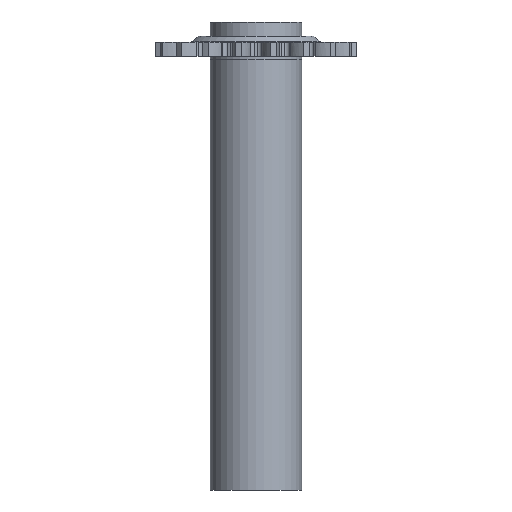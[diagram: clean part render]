
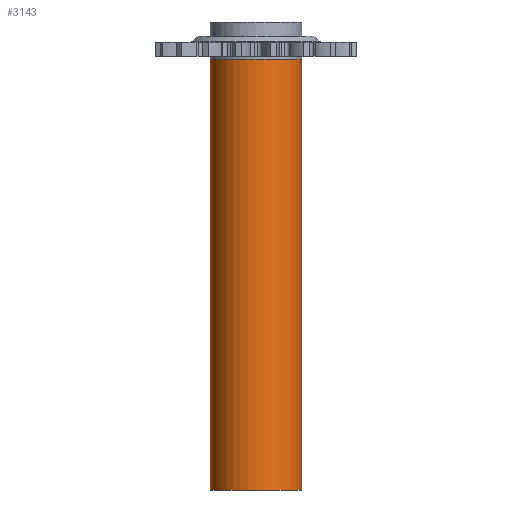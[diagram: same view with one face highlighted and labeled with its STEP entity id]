
A CAD part, front view. The second image highlights one B-rep face of the part: STEP entity #3143.
In plain terms, the highlighted cylindrical face has radius 15.95 mm (diameter 31.9 mm), a full revolution.
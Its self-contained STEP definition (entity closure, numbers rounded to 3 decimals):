
#140=LINE('',#4640,#376);
#376=VECTOR('',#3748,15.95);
#612=CYLINDRICAL_SURFACE('',#3372,15.95);
#723=FACE_OUTER_BOUND('',#915,.T.);
#915=EDGE_LOOP('',(#2139,#2140,#2141,#2142));
#1099=CIRCLE('',#3345,15.95);
#1109=CIRCLE('',#3357,15.95);
#1281=VERTEX_POINT('',#4586);
#1291=VERTEX_POINT('',#4609);
#1607=EDGE_CURVE('',#1281,#1281,#1099,.T.);
#1618=EDGE_CURVE('',#1291,#1291,#1109,.T.);
#1633=EDGE_CURVE('',#1291,#1281,#140,.T.);
#2139=ORIENTED_EDGE('',*,*,#1618,.T.);
#2140=ORIENTED_EDGE('',*,*,#1633,.T.);
#2141=ORIENTED_EDGE('',*,*,#1607,.F.);
#2142=ORIENTED_EDGE('',*,*,#1633,.F.);
#3143=ADVANCED_FACE('',(#723),#612,.T.);
#3345=AXIS2_PLACEMENT_3D('',#4587,#3684,#3685);
#3357=AXIS2_PLACEMENT_3D('',#4610,#3709,#3710);
#3372=AXIS2_PLACEMENT_3D('',#4639,#3746,#3747);
#3684=DIRECTION('center_axis',(0.,0.,-1.));
#3685=DIRECTION('ref_axis',(1.,0.,0.));
#3709=DIRECTION('center_axis',(0.,0.,-1.));
#3710=DIRECTION('ref_axis',(1.,0.,0.));
#3746=DIRECTION('center_axis',(0.,0.,1.));
#3747=DIRECTION('ref_axis',(1.,0.,0.));
#3748=DIRECTION('',(0.,0.,-1.));
#4586=CARTESIAN_POINT('',(-15.95,0.,-65.));
#4587=CARTESIAN_POINT('Origin',(0.,0.,-65.));
#4609=CARTESIAN_POINT('',(-15.95,0.,85.));
#4610=CARTESIAN_POINT('Origin',(0.,0.,85.));
#4639=CARTESIAN_POINT('Origin',(0.,0.,0.));
#4640=CARTESIAN_POINT('',(-15.95,0.,0.));
